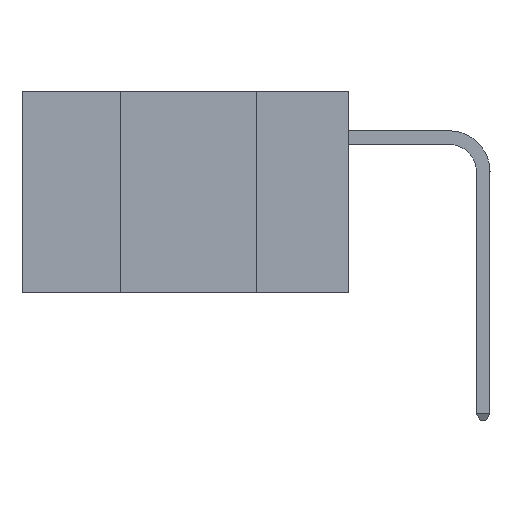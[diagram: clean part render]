
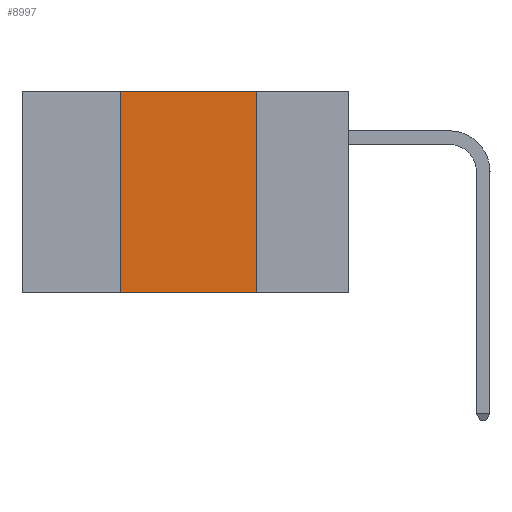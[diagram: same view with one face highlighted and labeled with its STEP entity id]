
A CAD part, left-side view. The second image highlights one B-rep face of the part: STEP entity #8997.
In plain terms, the highlighted planar face has unit normal (-1, 0, 0).
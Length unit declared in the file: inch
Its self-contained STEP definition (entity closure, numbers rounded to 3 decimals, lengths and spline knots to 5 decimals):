
#1951 = LINE ( 'NONE', #12014, #14289 ) ;
#2867 = ORIENTED_EDGE ( 'NONE', *, *, #41510, .F. ) ;
#4667 = ORIENTED_EDGE ( 'NONE', *, *, #31584, .F. ) ;
#5245 = CARTESIAN_POINT ( 'NONE',  ( 0., 0.6, 0. ) ) ;
#6852 = PLANE ( 'NONE',  #14967 ) ;
#8997 = ADVANCED_FACE ( 'NONE', ( #44620 ), #6852, .F. ) ;
#9138 = CARTESIAN_POINT ( 'NONE',  ( 0., 0.17, 0. ) ) ;
#9823 = CARTESIAN_POINT ( 'NONE',  ( 0., 0.6, 0. ) ) ;
#10799 = VERTEX_POINT ( 'NONE', #31748 ) ;
#11901 = DIRECTION ( 'NONE',  ( 0., 0., -1. ) ) ;
#12014 = CARTESIAN_POINT ( 'NONE',  ( 0., 0.6, -0.37 ) ) ;
#12322 = LINE ( 'NONE', #5245, #28763 ) ;
#13978 = LINE ( 'NONE', #17871, #41981 ) ;
#14289 = VECTOR ( 'NONE', #43368, 39.37008 ) ;
#14967 = AXIS2_PLACEMENT_3D ( 'NONE', #9823, #16465, #34784 ) ;
#15523 = ORIENTED_EDGE ( 'NONE', *, *, #45029, .T. ) ;
#16465 = DIRECTION ( 'NONE',  ( 1., 0., 0. ) ) ;
#17871 = CARTESIAN_POINT ( 'NONE',  ( 0., 0.42, 0. ) ) ;
#18442 = ORIENTED_EDGE ( 'NONE', *, *, #19405, .F. ) ;
#18679 = VERTEX_POINT ( 'NONE', #20231 ) ;
#19405 = EDGE_CURVE ( 'NONE', #21134, #18679, #40052, .T. ) ;
#19647 = DIRECTION ( 'NONE',  ( 0., -1., 0. ) ) ;
#20231 = CARTESIAN_POINT ( 'NONE',  ( 0., 0.17, -0.37 ) ) ;
#21134 = VERTEX_POINT ( 'NONE', #24274 ) ;
#23865 = VERTEX_POINT ( 'NONE', #43094 ) ;
#24274 = CARTESIAN_POINT ( 'NONE',  ( 0., 0.17, 0. ) ) ;
#28577 = VECTOR ( 'NONE', #11901, 39.37008 ) ;
#28763 = VECTOR ( 'NONE', #19647, 39.37008 ) ;
#31584 = EDGE_CURVE ( 'NONE', #10799, #23865, #13978, .T. ) ;
#31748 = CARTESIAN_POINT ( 'NONE',  ( 0., 0.42, -0.37 ) ) ;
#34784 = DIRECTION ( 'NONE',  ( 0., 0., -1. ) ) ;
#39653 = EDGE_LOOP ( 'NONE', ( #18442, #2867, #4667, #15523 ) ) ;
#40052 = LINE ( 'NONE', #9138, #28577 ) ;
#41510 = EDGE_CURVE ( 'NONE', #23865, #21134, #12322, .T. ) ;
#41679 = DIRECTION ( 'NONE',  ( 0., 0., 1. ) ) ;
#41981 = VECTOR ( 'NONE', #41679, 39.37008 ) ;
#43094 = CARTESIAN_POINT ( 'NONE',  ( 0., 0.42, 0. ) ) ;
#43368 = DIRECTION ( 'NONE',  ( 0., -1., 0. ) ) ;
#44620 = FACE_OUTER_BOUND ( 'NONE', #39653, .T. ) ;
#45029 = EDGE_CURVE ( 'NONE', #10799, #18679, #1951, .T. ) ;
